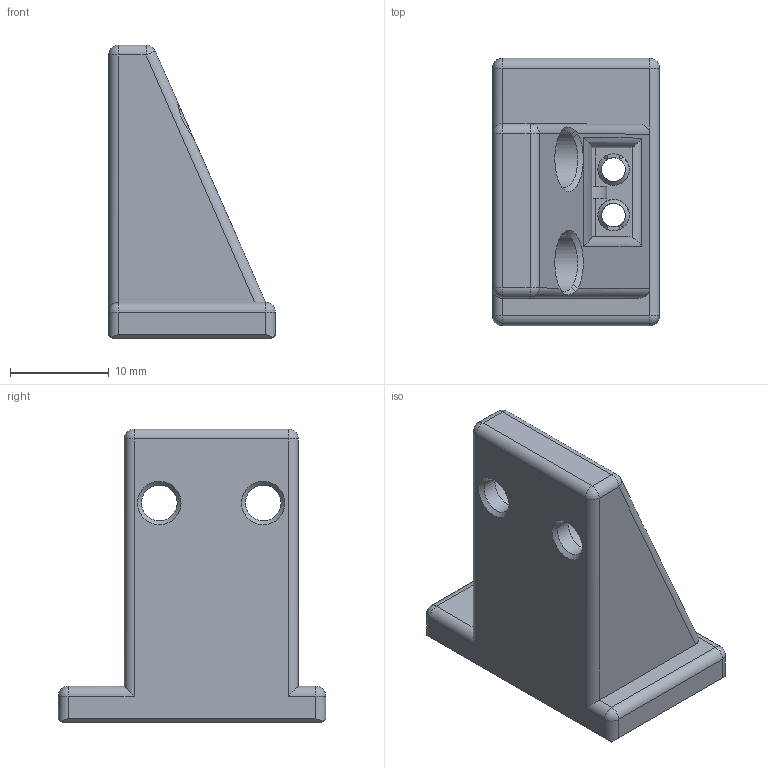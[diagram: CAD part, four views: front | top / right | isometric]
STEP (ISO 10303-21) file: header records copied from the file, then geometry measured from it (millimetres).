
FILE_DESCRIPTION(/* description */ (''),/* implementation_level */ '2;1');
FILE_NAME(/* name */ 'Stiffy-Klicky.stp',/* time_stamp */ '2021-10-19T20:31:51+02:00',/* author */ ('Mathias'),/* organization */ (''),/* preprocessor_version */ 'ST-DEVELOPER v18.1',/* originating_system */ 'Autodesk Inventor 2021',/* authorisation */ '');
FILE_SCHEMA (('AUTOMOTIVE_DESIGN { 1 0 10303 214 3 1 1 }'));
Length unit declared in the file: millimetre
Products named in the file (1): Stiffy-Klicky
Bounding box: 16.87 x 27.03 x 29.7 mm (x, y, z)
Volume: 5296.3 mm3; surface area: 3030.7 mm2
Topology: 1 solids, 2 shells, 156 faces, 394 edges, 245 vertices
Faces by surface type: plane 83, cylinder 43, cone 12, bspline 10, sphere 8
Full cylindrical faces by diameter (mm): 2.385 x4, 3.6 x2, 5.8 x2
Entity records: 5083 total; most frequent: CARTESIAN_POINT 1256, ORIENTED_EDGE 788, DIRECTION 787, EDGE_CURVE 394, AXIS2_PLACEMENT_3D 274, VERTEX_POINT 245, LINE 239, VECTOR 239
